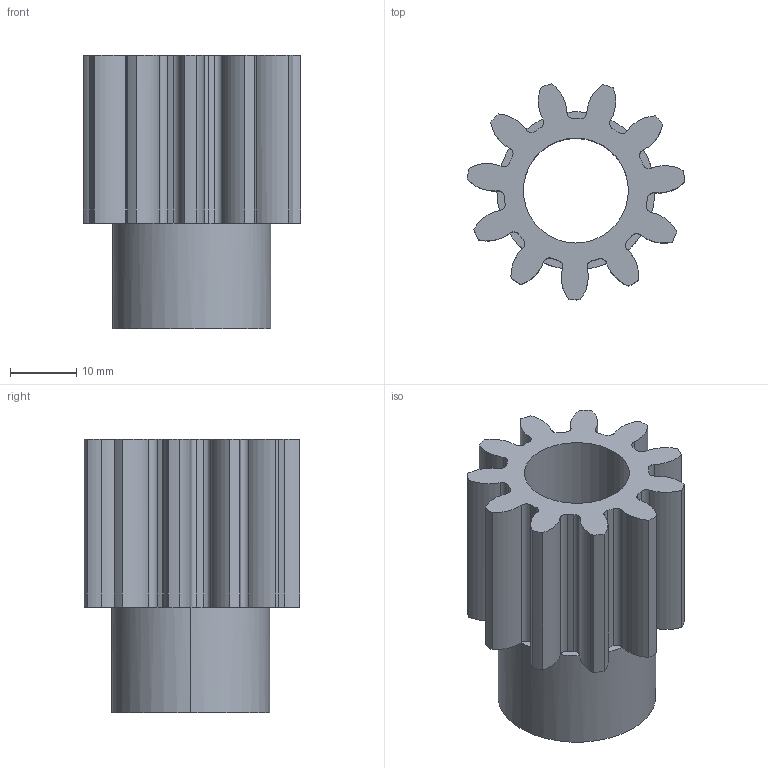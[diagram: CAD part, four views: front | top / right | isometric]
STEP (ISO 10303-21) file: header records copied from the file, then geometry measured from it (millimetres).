
FILE_DESCRIPTION (( 'STEP AP214' ), '1' );
FILE_NAME ('2ae266bf3bbbfa28a14946c8cbc177c7_ap214.step', '2015-04-01T11:39:40', ( 'CAD1' ), ( 'Microsoft' ), 'SwSTEP 2.0', 'SolidWorks 2010', '' );
FILE_SCHEMA (( 'AUTOMOTIVE_DESIGN' ));
Length unit declared in the file: inch
Products named in the file (1): 2ae266bf3bbbfa28a14946c8cbc177c7_ap214
Bounding box: 32.88 x 32.62 x 41.4 mm (x, y, z)
Volume: 14066.3 mm3; surface area: 8531.6 mm2
Topology: 1 solids, 1 shells, 102 faces, 278 edges, 178 vertices
Faces by surface type: cylinder 78, plane 24
Entity records: 3370 total; most frequent: DIRECTION 684, CARTESIAN_POINT 559, ORIENTED_EDGE 556, AXIS2_PLACEMENT_3D 303, EDGE_CURVE 278, CIRCLE 200, VERTEX_POINT 178, EDGE_LOOP 104
